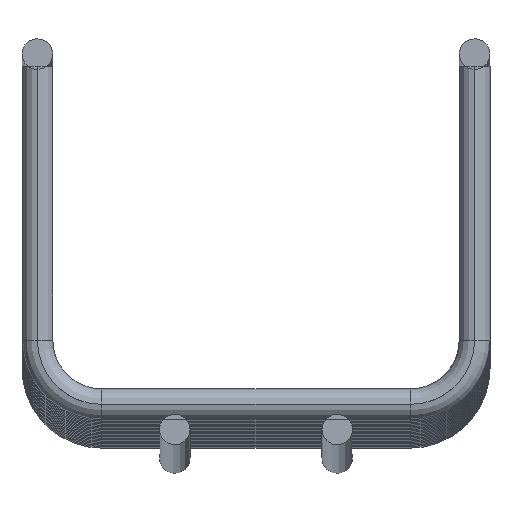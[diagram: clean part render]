
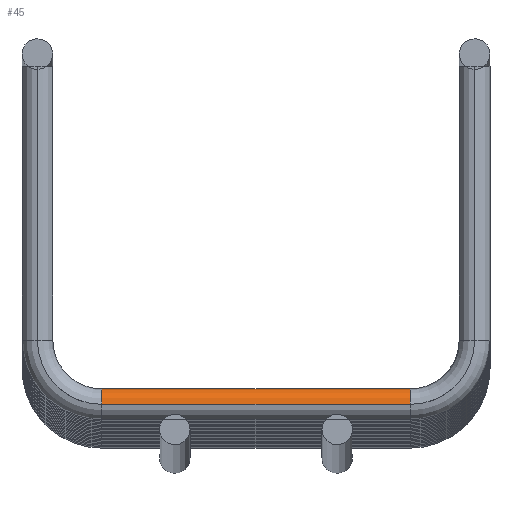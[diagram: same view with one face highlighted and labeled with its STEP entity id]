
A CAD part, top view. The second image highlights one B-rep face of the part: STEP entity #45.
In plain terms, the highlighted cylindrical face has radius 1.9 mm (diameter 3.8 mm), a partial arc.
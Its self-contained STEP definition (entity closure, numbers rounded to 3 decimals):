
#45 = ADVANCED_FACE ( 'NONE', ( #10039 ), #531, .T. ) ;
#531 = CYLINDRICAL_SURFACE ( 'NONE', #1145, 1.9 ) ;
#1145 = AXIS2_PLACEMENT_3D ( 'NONE', #1629, #5373, #9118 ) ;
#1629 = CARTESIAN_POINT ( 'NONE',  ( -28.8, 1.9, -1.9 ) ) ;
#1691 = VECTOR ( 'NONE', #6260, 1000. ) ;
#1920 = AXIS2_PLACEMENT_3D ( 'NONE', #11375, #2291, #6770 ) ;
#1962 = CARTESIAN_POINT ( 'NONE',  ( 19., 1.9, 0. ) ) ;
#2063 = DIRECTION ( 'NONE',  ( 1., 0., 0. ) ) ;
#2203 = DIRECTION ( 'NONE',  ( -1., 0., 0. ) ) ;
#2291 = DIRECTION ( 'NONE',  ( 1., 0., 0. ) ) ;
#2528 = LINE ( 'NONE', #11611, #1691 ) ;
#3442 = ORIENTED_EDGE ( 'NONE', *, *, #10341, .F. ) ;
#3612 = VERTEX_POINT ( 'NONE', #3860 ) ;
#3619 = EDGE_CURVE ( 'NONE', #3612, #4975, #6008, .T. ) ;
#3860 = CARTESIAN_POINT ( 'NONE',  ( 19., 3.8, -1.9 ) ) ;
#4840 = CARTESIAN_POINT ( 'NONE',  ( -19., 3.8, -1.9 ) ) ;
#4975 = VERTEX_POINT ( 'NONE', #9129 ) ;
#5321 = ORIENTED_EDGE ( 'NONE', *, *, #3619, .T. ) ;
#5373 = DIRECTION ( 'NONE',  ( -1., 0., 0. ) ) ;
#6008 = LINE ( 'NONE', #4840, #8067 ) ;
#6260 = DIRECTION ( 'NONE',  ( -1., 0., 0. ) ) ;
#6770 = DIRECTION ( 'NONE',  ( 0., 0., -1. ) ) ;
#6969 = CARTESIAN_POINT ( 'NONE',  ( -19., 1.9, -1.9 ) ) ;
#7215 = CIRCLE ( 'NONE', #1920, 1.9 ) ;
#8067 = VECTOR ( 'NONE', #2203, 1000. ) ;
#9118 = DIRECTION ( 'NONE',  ( 0., -1., 0. ) ) ;
#9129 = CARTESIAN_POINT ( 'NONE',  ( -19., 3.8, -1.9 ) ) ;
#9480 = VERTEX_POINT ( 'NONE', #1962 ) ;
#9495 = ORIENTED_EDGE ( 'NONE', *, *, #11045, .T. ) ;
#9579 = ORIENTED_EDGE ( 'NONE', *, *, #11529, .F. ) ;
#9694 = VERTEX_POINT ( 'NONE', #10099 ) ;
#9791 = DIRECTION ( 'NONE',  ( 0., 0., -1. ) ) ;
#10039 = FACE_OUTER_BOUND ( 'NONE', #10183, .T. ) ;
#10099 = CARTESIAN_POINT ( 'NONE',  ( -19., 1.9, 0. ) ) ;
#10183 = EDGE_LOOP ( 'NONE', ( #5321, #9495, #3442, #9579 ) ) ;
#10341 = EDGE_CURVE ( 'NONE', #9480, #9694, #2528, .T. ) ;
#10922 = CIRCLE ( 'NONE', #12124, 1.9 ) ;
#11045 = EDGE_CURVE ( 'NONE', #4975, #9694, #10922, .T. ) ;
#11375 = CARTESIAN_POINT ( 'NONE',  ( 19., 1.9, -1.9 ) ) ;
#11529 = EDGE_CURVE ( 'NONE', #3612, #9480, #7215, .T. ) ;
#11611 = CARTESIAN_POINT ( 'NONE',  ( -19., 1.9, 0. ) ) ;
#12124 = AXIS2_PLACEMENT_3D ( 'NONE', #6969, #2063, #9791 ) ;
